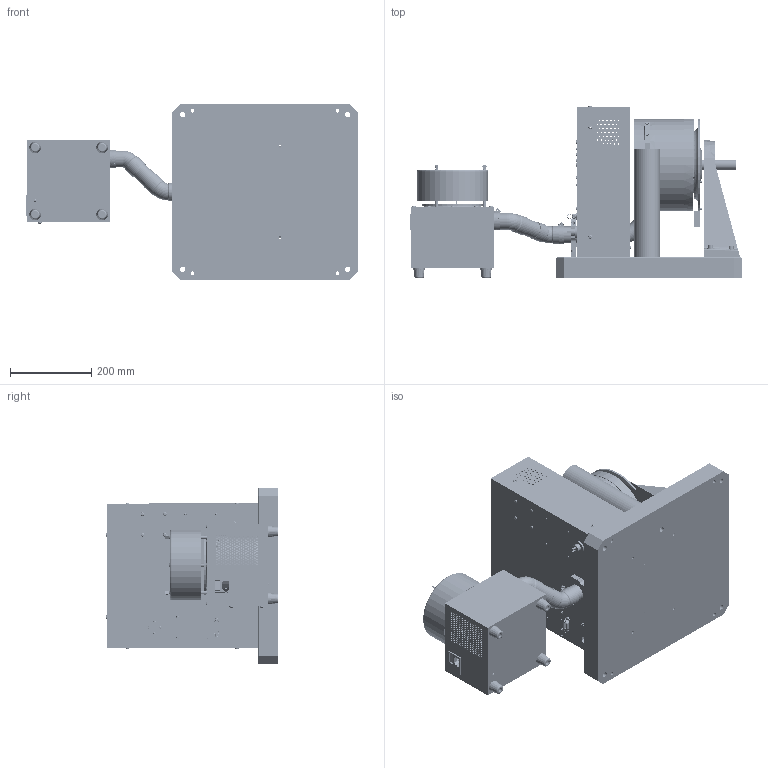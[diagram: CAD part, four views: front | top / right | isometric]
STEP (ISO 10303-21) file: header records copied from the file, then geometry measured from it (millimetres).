
FILE_DESCRIPTION (( 'STEP AP214' ), '1' );
FILE_NAME ('HD-810-0100_A_EF.STEP', '2014-05-21T20:34:35', ( 'magtrol' ), ( '' ), 'SwSTEP 2.0', 'SolidWorks 2014', '' );
FILE_SCHEMA (( 'AUTOMOTIVE_DESIGN' ));
Length unit declared in the file: inch
Products named in the file (1): HD-810-0100_A_EF
Bounding box: 817.71 x 424.84 x 431.8 mm (x, y, z)
Surface area: 2321095.4 mm2 (no closed solid volume)
Topology: 0 solids, 236 shells, 2884 faces, 11249 edges, 8507 vertices
Faces by surface type: cylinder 2076, plane 568, torus 160, cone 56, bspline 14, sphere 10
Entity records: 171263 total; most frequent: CARTESIAN_POINT 36565, DIRECTION 20943, ORIENTED_EDGE 17456, EDGE_CURVE 11243, VERTEX_POINT 8507, AXIS2_PLACEMENT_3D 8192, CIRCLE 5321, EDGE_LOOP 4694
